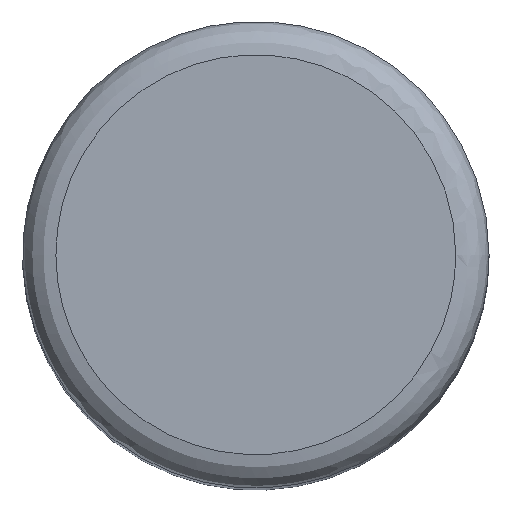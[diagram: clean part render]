
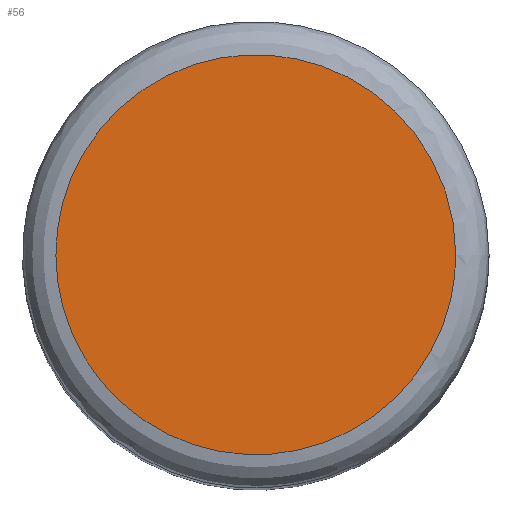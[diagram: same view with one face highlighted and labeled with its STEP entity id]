
A CAD part, top view. The second image highlights one B-rep face of the part: STEP entity #56.
In plain terms, the highlighted planar face has unit normal (0, 0, 1).
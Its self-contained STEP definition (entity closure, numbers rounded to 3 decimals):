
#56=ADVANCED_FACE('',(#100),#714,.T.);
#100=FACE_OUTER_BOUND('',#145,.T.);
#145=EDGE_LOOP('',(#381));
#381=ORIENTED_EDGE('',*,*,#510,.T.);
#510=EDGE_CURVE('',#711,#711,#631,.T.);
#631=(
BOUNDED_CURVE()
B_SPLINE_CURVE(2,(#4404,#4405,#4406,#4407,#4408,#4409,#4410,#4411,#4412),
 .UNSPECIFIED.,.T.,.F.)
B_SPLINE_CURVE_WITH_KNOTS((3,2,2,2,3),(0.,9.425,18.849,
28.274,37.698),.UNSPECIFIED.)
CURVE()
GEOMETRIC_REPRESENTATION_ITEM()
RATIONAL_B_SPLINE_CURVE((1.,0.707,1.,0.707,1.,0.707,
1.,0.707,1.))
REPRESENTATION_ITEM('')
);
#711=VERTEX_POINT('',#3071);
#714=PLANE('',#879);
#879=AXIS2_PLACEMENT_3D('',#2937,#918,$);
#918=DIRECTION('',(0.,0.,1.));
#2937=CARTESIAN_POINT('',(-8.75,-8.75,60.));
#3071=CARTESIAN_POINT('',(6.,0.,60.));
#4404=CARTESIAN_POINT('',(6.,0.,60.));
#4405=CARTESIAN_POINT('',(6.,6.,60.));
#4406=CARTESIAN_POINT('',(0.,6.,60.));
#4407=CARTESIAN_POINT('',(-6.,6.,60.));
#4408=CARTESIAN_POINT('',(-6.,0.,60.));
#4409=CARTESIAN_POINT('',(-6.,-6.,60.));
#4410=CARTESIAN_POINT('',(0.,-6.,60.));
#4411=CARTESIAN_POINT('',(6.,-6.,60.));
#4412=CARTESIAN_POINT('',(6.,0.,60.));
